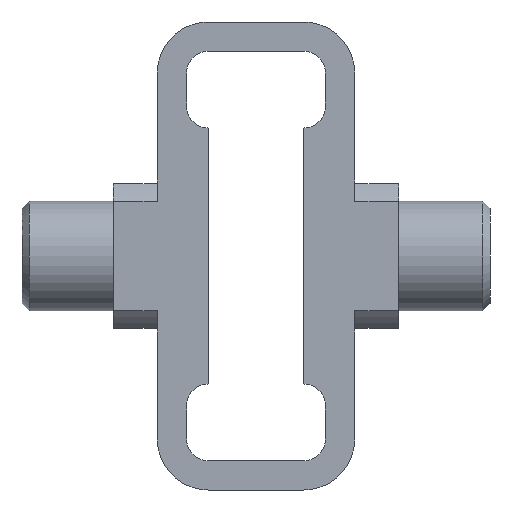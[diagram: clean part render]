
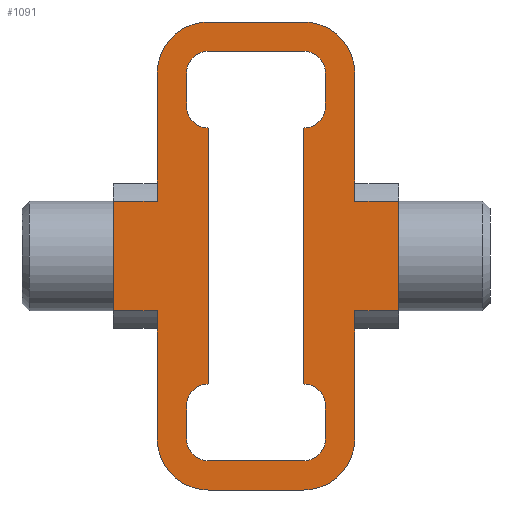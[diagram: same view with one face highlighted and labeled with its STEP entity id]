
A CAD part, left-side view. The second image highlights one B-rep face of the part: STEP entity #1091.
In plain terms, the highlighted planar face has unit normal (-1, 0, 0).
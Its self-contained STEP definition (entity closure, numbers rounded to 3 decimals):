
#38=LINE('',#1606,#118);
#49=LINE('',#1666,#129);
#51=LINE('',#1669,#131);
#52=LINE('',#1672,#132);
#56=LINE('',#1693,#136);
#66=LINE('',#1749,#146);
#67=LINE('',#1752,#147);
#71=LINE('',#1759,#151);
#72=LINE('',#1762,#152);
#78=LINE('',#1779,#158);
#82=LINE('',#1791,#162);
#86=LINE('',#1803,#166);
#90=LINE('',#1815,#170);
#94=LINE('',#1827,#174);
#98=LINE('',#1839,#178);
#102=LINE('',#1851,#182);
#106=LINE('',#1861,#186);
#107=LINE('',#1866,#187);
#108=LINE('',#1869,#188);
#109=LINE('',#1873,#189);
#118=VECTOR('',#1265,12.);
#129=VECTOR('',#1332,12.);
#131=VECTOR('',#1336,30.);
#132=VECTOR('',#1339,35.);
#136=VECTOR('',#1361,12.);
#146=VECTOR('',#1423,12.);
#147=VECTOR('',#1428,30.);
#151=VECTOR('',#1434,35.);
#152=VECTOR('',#1437,35.);
#158=VECTOR('',#1451,9.);
#162=VECTOR('',#1463,26.);
#166=VECTOR('',#1475,9.);
#170=VECTOR('',#1487,70.);
#174=VECTOR('',#1499,9.);
#178=VECTOR('',#1511,26.);
#182=VECTOR('',#1523,9.);
#186=VECTOR('',#1535,70.);
#187=VECTOR('',#1540,26.);
#188=VECTOR('',#1543,35.);
#189=VECTOR('',#1546,26.);
#213=PLANE('',#1218);
#238=FACE_BOUND('',#353,.T.);
#239=FACE_BOUND('',#354,.T.);
#353=EDGE_LOOP('',(#910,#911,#912,#913,#914,#915,#916,#917,#918,#919,#920,
#921,#922,#923,#924,#925));
#354=EDGE_LOOP('',(#926,#927,#928,#929,#930,#931,#932,#933,#934,#935,#936,
#937,#938,#939,#940,#941));
#415=CIRCLE('',#1188,6.);
#417=CIRCLE('',#1192,6.);
#419=CIRCLE('',#1196,6.);
#421=CIRCLE('',#1200,6.);
#423=CIRCLE('',#1204,6.);
#425=CIRCLE('',#1208,6.);
#427=CIRCLE('',#1212,6.);
#429=CIRCLE('',#1216,6.);
#430=CIRCLE('',#1219,14.);
#431=CIRCLE('',#1220,14.);
#432=CIRCLE('',#1221,14.);
#433=CIRCLE('',#1222,14.);
#445=VERTEX_POINT('',#1602);
#447=VERTEX_POINT('',#1605);
#467=VERTEX_POINT('',#1662);
#468=VERTEX_POINT('',#1664);
#469=VERTEX_POINT('',#1671);
#474=VERTEX_POINT('',#1686);
#477=VERTEX_POINT('',#1691);
#496=VERTEX_POINT('',#1746);
#497=VERTEX_POINT('',#1748);
#499=VERTEX_POINT('',#1757);
#500=VERTEX_POINT('',#1761);
#504=VERTEX_POINT('',#1770);
#505=VERTEX_POINT('',#1772);
#507=VERTEX_POINT('',#1778);
#509=VERTEX_POINT('',#1784);
#511=VERTEX_POINT('',#1790);
#513=VERTEX_POINT('',#1796);
#515=VERTEX_POINT('',#1802);
#517=VERTEX_POINT('',#1808);
#519=VERTEX_POINT('',#1814);
#521=VERTEX_POINT('',#1820);
#523=VERTEX_POINT('',#1826);
#525=VERTEX_POINT('',#1832);
#527=VERTEX_POINT('',#1838);
#529=VERTEX_POINT('',#1844);
#531=VERTEX_POINT('',#1850);
#533=VERTEX_POINT('',#1856);
#534=VERTEX_POINT('',#1863);
#535=VERTEX_POINT('',#1865);
#536=VERTEX_POINT('',#1868);
#537=VERTEX_POINT('',#1870);
#538=VERTEX_POINT('',#1872);
#552=EDGE_CURVE('',#447,#445,#38,.T.);
#582=EDGE_CURVE('',#468,#467,#49,.T.);
#584=EDGE_CURVE('',#467,#445,#51,.T.);
#585=EDGE_CURVE('',#447,#469,#52,.T.);
#594=EDGE_CURVE('',#477,#474,#56,.T.);
#621=EDGE_CURVE('',#497,#496,#66,.T.);
#623=EDGE_CURVE('',#496,#474,#67,.T.);
#627=EDGE_CURVE('',#499,#477,#71,.T.);
#628=EDGE_CURVE('',#497,#500,#72,.T.);
#633=EDGE_CURVE('',#505,#504,#415,.T.);
#636=EDGE_CURVE('',#507,#505,#78,.T.);
#639=EDGE_CURVE('',#509,#507,#417,.T.);
#642=EDGE_CURVE('',#511,#509,#82,.T.);
#645=EDGE_CURVE('',#513,#511,#419,.T.);
#648=EDGE_CURVE('',#515,#513,#86,.T.);
#651=EDGE_CURVE('',#517,#515,#421,.T.);
#654=EDGE_CURVE('',#519,#517,#90,.T.);
#657=EDGE_CURVE('',#521,#519,#423,.T.);
#660=EDGE_CURVE('',#523,#521,#94,.T.);
#663=EDGE_CURVE('',#525,#523,#425,.T.);
#666=EDGE_CURVE('',#527,#525,#98,.T.);
#669=EDGE_CURVE('',#529,#527,#427,.T.);
#672=EDGE_CURVE('',#531,#529,#102,.T.);
#675=EDGE_CURVE('',#533,#531,#429,.T.);
#678=EDGE_CURVE('',#504,#533,#106,.T.);
#679=EDGE_CURVE('',#534,#499,#430,.T.);
#680=EDGE_CURVE('',#535,#534,#107,.T.);
#681=EDGE_CURVE('',#469,#535,#431,.T.);
#682=EDGE_CURVE('',#536,#468,#108,.T.);
#683=EDGE_CURVE('',#537,#536,#432,.T.);
#684=EDGE_CURVE('',#538,#537,#109,.T.);
#685=EDGE_CURVE('',#500,#538,#433,.T.);
#910=ORIENTED_EDGE('',*,*,#633,.T.);
#911=ORIENTED_EDGE('',*,*,#678,.T.);
#912=ORIENTED_EDGE('',*,*,#675,.T.);
#913=ORIENTED_EDGE('',*,*,#672,.T.);
#914=ORIENTED_EDGE('',*,*,#669,.T.);
#915=ORIENTED_EDGE('',*,*,#666,.T.);
#916=ORIENTED_EDGE('',*,*,#663,.T.);
#917=ORIENTED_EDGE('',*,*,#660,.T.);
#918=ORIENTED_EDGE('',*,*,#657,.T.);
#919=ORIENTED_EDGE('',*,*,#654,.T.);
#920=ORIENTED_EDGE('',*,*,#651,.T.);
#921=ORIENTED_EDGE('',*,*,#648,.T.);
#922=ORIENTED_EDGE('',*,*,#645,.T.);
#923=ORIENTED_EDGE('',*,*,#642,.T.);
#924=ORIENTED_EDGE('',*,*,#639,.T.);
#925=ORIENTED_EDGE('',*,*,#636,.T.);
#926=ORIENTED_EDGE('',*,*,#627,.F.);
#927=ORIENTED_EDGE('',*,*,#679,.F.);
#928=ORIENTED_EDGE('',*,*,#680,.F.);
#929=ORIENTED_EDGE('',*,*,#681,.F.);
#930=ORIENTED_EDGE('',*,*,#585,.F.);
#931=ORIENTED_EDGE('',*,*,#552,.T.);
#932=ORIENTED_EDGE('',*,*,#584,.F.);
#933=ORIENTED_EDGE('',*,*,#582,.F.);
#934=ORIENTED_EDGE('',*,*,#682,.F.);
#935=ORIENTED_EDGE('',*,*,#683,.F.);
#936=ORIENTED_EDGE('',*,*,#684,.F.);
#937=ORIENTED_EDGE('',*,*,#685,.F.);
#938=ORIENTED_EDGE('',*,*,#628,.F.);
#939=ORIENTED_EDGE('',*,*,#621,.T.);
#940=ORIENTED_EDGE('',*,*,#623,.T.);
#941=ORIENTED_EDGE('',*,*,#594,.F.);
#1091=ADVANCED_FACE('',(#238,#239),#213,.F.);
#1188=AXIS2_PLACEMENT_3D('',#1773,#1445,#1446);
#1192=AXIS2_PLACEMENT_3D('',#1785,#1457,#1458);
#1196=AXIS2_PLACEMENT_3D('',#1797,#1469,#1470);
#1200=AXIS2_PLACEMENT_3D('',#1809,#1481,#1482);
#1204=AXIS2_PLACEMENT_3D('',#1821,#1493,#1494);
#1208=AXIS2_PLACEMENT_3D('',#1833,#1505,#1506);
#1212=AXIS2_PLACEMENT_3D('',#1845,#1517,#1518);
#1216=AXIS2_PLACEMENT_3D('',#1857,#1529,#1530);
#1218=AXIS2_PLACEMENT_3D('',#1862,#1536,#1537);
#1219=AXIS2_PLACEMENT_3D('',#1864,#1538,#1539);
#1220=AXIS2_PLACEMENT_3D('',#1867,#1541,#1542);
#1221=AXIS2_PLACEMENT_3D('',#1871,#1544,#1545);
#1222=AXIS2_PLACEMENT_3D('',#1874,#1547,#1548);
#1265=DIRECTION('',(0.,1.,0.));
#1332=DIRECTION('',(0.,1.,0.));
#1336=DIRECTION('',(0.,0.,1.));
#1339=DIRECTION('',(0.,0.,1.));
#1361=DIRECTION('',(0.,-1.,0.));
#1423=DIRECTION('',(0.,-1.,0.));
#1428=DIRECTION('',(0.,0.,1.));
#1434=DIRECTION('',(0.,0.,-1.));
#1437=DIRECTION('',(0.,0.,-1.));
#1445=DIRECTION('center_axis',(1.,0.,0.));
#1446=DIRECTION('ref_axis',(0.,-1.,0.));
#1451=DIRECTION('',(0.,0.,-1.));
#1457=DIRECTION('center_axis',(1.,0.,0.));
#1458=DIRECTION('ref_axis',(0.,0.,1.));
#1463=DIRECTION('',(0.,-1.,0.));
#1469=DIRECTION('center_axis',(1.,0.,0.));
#1470=DIRECTION('ref_axis',(0.,1.,0.));
#1475=DIRECTION('',(0.,0.,1.));
#1481=DIRECTION('center_axis',(1.,0.,0.));
#1482=DIRECTION('ref_axis',(0.,0.,-1.));
#1487=DIRECTION('',(0.,0.,1.));
#1493=DIRECTION('center_axis',(1.,0.,0.));
#1494=DIRECTION('ref_axis',(0.,1.,0.));
#1499=DIRECTION('',(0.,0.,1.));
#1505=DIRECTION('center_axis',(1.,0.,0.));
#1506=DIRECTION('ref_axis',(0.,0.,-1.));
#1511=DIRECTION('',(0.,1.,0.));
#1517=DIRECTION('center_axis',(1.,0.,0.));
#1518=DIRECTION('ref_axis',(0.,-1.,0.));
#1523=DIRECTION('',(0.,0.,-1.));
#1529=DIRECTION('center_axis',(1.,0.,0.));
#1530=DIRECTION('ref_axis',(0.,0.,1.));
#1535=DIRECTION('',(0.,0.,-1.));
#1536=DIRECTION('center_axis',(1.,0.,0.));
#1537=DIRECTION('ref_axis',(0.,0.,-1.));
#1538=DIRECTION('center_axis',(1.,0.,0.));
#1539=DIRECTION('ref_axis',(0.,0.,-1.));
#1540=DIRECTION('',(0.,-1.,0.));
#1541=DIRECTION('center_axis',(1.,0.,0.));
#1542=DIRECTION('ref_axis',(0.,-1.,0.));
#1543=DIRECTION('',(0.,0.,1.));
#1544=DIRECTION('center_axis',(1.,0.,0.));
#1545=DIRECTION('ref_axis',(0.,0.,1.));
#1546=DIRECTION('',(0.,1.,0.));
#1547=DIRECTION('center_axis',(1.,0.,0.));
#1548=DIRECTION('ref_axis',(0.,1.,0.));
#1602=CARTESIAN_POINT('',(-20.,39.,15.));
#1605=CARTESIAN_POINT('',(-20.,27.,15.));
#1606=CARTESIAN_POINT('',(-20.,27.,15.));
#1662=CARTESIAN_POINT('',(-20.,39.,-15.));
#1664=CARTESIAN_POINT('',(-20.,27.,-15.));
#1666=CARTESIAN_POINT('',(-20.,27.,-15.));
#1669=CARTESIAN_POINT('',(-20.,39.,50.));
#1671=CARTESIAN_POINT('',(-20.,27.,50.));
#1672=CARTESIAN_POINT('',(-20.,27.,50.));
#1686=CARTESIAN_POINT('',(-20.,-39.,15.));
#1691=CARTESIAN_POINT('',(-20.,-27.,15.));
#1693=CARTESIAN_POINT('',(-20.,-27.,15.));
#1746=CARTESIAN_POINT('',(-20.,-39.,-15.));
#1748=CARTESIAN_POINT('',(-20.,-27.,-15.));
#1749=CARTESIAN_POINT('',(-20.,-27.,-15.));
#1752=CARTESIAN_POINT('',(-20.,-39.,50.));
#1757=CARTESIAN_POINT('',(-20.,-27.,50.));
#1759=CARTESIAN_POINT('',(-20.,-27.,-50.));
#1761=CARTESIAN_POINT('',(-20.,-27.,-50.));
#1762=CARTESIAN_POINT('',(-20.,-27.,-50.));
#1770=CARTESIAN_POINT('',(-20.,-13.,35.));
#1772=CARTESIAN_POINT('',(-20.,-19.,41.));
#1773=CARTESIAN_POINT('Origin',(-20.,-13.,41.));
#1778=CARTESIAN_POINT('',(-20.,-19.,50.));
#1779=CARTESIAN_POINT('',(-20.,-19.,20.5));
#1784=CARTESIAN_POINT('',(-20.,-13.,56.));
#1785=CARTESIAN_POINT('Origin',(-20.,-13.,50.));
#1790=CARTESIAN_POINT('',(-20.,13.,56.));
#1791=CARTESIAN_POINT('',(-20.,-6.5,56.));
#1796=CARTESIAN_POINT('',(-20.,19.,50.));
#1797=CARTESIAN_POINT('Origin',(-20.,13.,50.));
#1802=CARTESIAN_POINT('',(-20.,19.,41.));
#1803=CARTESIAN_POINT('',(-20.,19.,25.));
#1808=CARTESIAN_POINT('',(-20.,13.,35.));
#1809=CARTESIAN_POINT('Origin',(-20.,13.,41.));
#1814=CARTESIAN_POINT('',(-20.,13.,-35.));
#1815=CARTESIAN_POINT('',(-20.,13.,17.5));
#1820=CARTESIAN_POINT('',(-20.,19.,-41.));
#1821=CARTESIAN_POINT('Origin',(-20.,13.,-41.));
#1826=CARTESIAN_POINT('',(-20.,19.,-50.));
#1827=CARTESIAN_POINT('',(-20.,19.,-20.5));
#1832=CARTESIAN_POINT('',(-20.,13.,-56.));
#1833=CARTESIAN_POINT('Origin',(-20.,13.,-50.));
#1838=CARTESIAN_POINT('',(-20.,-13.,-56.));
#1839=CARTESIAN_POINT('',(-20.,6.5,-56.));
#1844=CARTESIAN_POINT('',(-20.,-19.,-50.));
#1845=CARTESIAN_POINT('Origin',(-20.,-13.,-50.));
#1850=CARTESIAN_POINT('',(-20.,-19.,-41.));
#1851=CARTESIAN_POINT('',(-20.,-19.,-25.));
#1856=CARTESIAN_POINT('',(-20.,-13.,-35.));
#1857=CARTESIAN_POINT('Origin',(-20.,-13.,-41.));
#1861=CARTESIAN_POINT('',(-20.,-13.,-17.5));
#1862=CARTESIAN_POINT('Origin',(-20.,0.,0.));
#1863=CARTESIAN_POINT('',(-20.,-13.,64.));
#1864=CARTESIAN_POINT('Origin',(-20.,-13.,50.));
#1865=CARTESIAN_POINT('',(-20.,13.,64.));
#1866=CARTESIAN_POINT('',(-20.,-13.,64.));
#1867=CARTESIAN_POINT('Origin',(-20.,13.,50.));
#1868=CARTESIAN_POINT('',(-20.,27.,-50.));
#1869=CARTESIAN_POINT('',(-20.,27.,50.));
#1870=CARTESIAN_POINT('',(-20.,13.,-64.));
#1871=CARTESIAN_POINT('Origin',(-20.,13.,-50.));
#1872=CARTESIAN_POINT('',(-20.,-13.,-64.));
#1873=CARTESIAN_POINT('',(-20.,13.,-64.));
#1874=CARTESIAN_POINT('Origin',(-20.,-13.,-50.));
